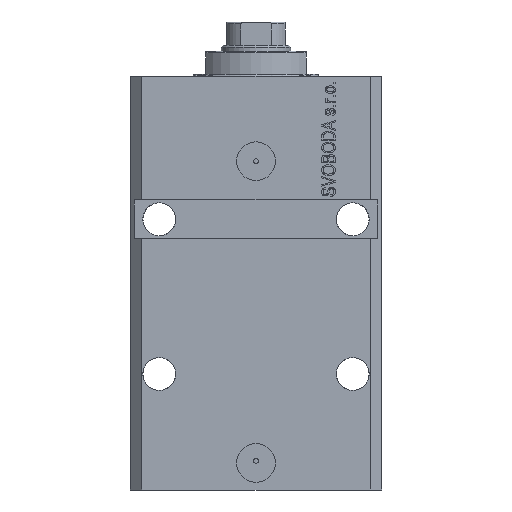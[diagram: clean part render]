
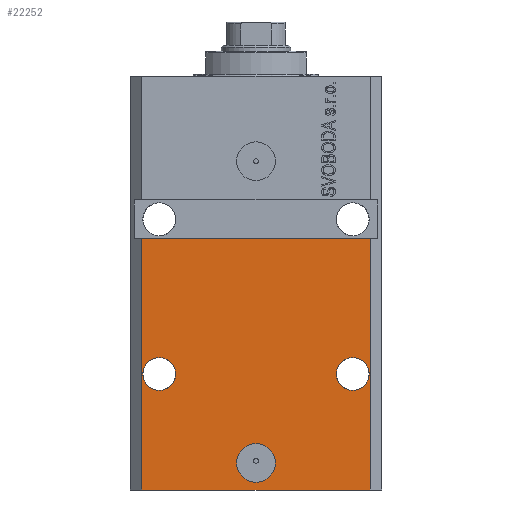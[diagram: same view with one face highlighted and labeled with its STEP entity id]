
A CAD part, front view. The second image highlights one B-rep face of the part: STEP entity #22252.
In plain terms, the highlighted planar face has unit normal (0, -1, 0).
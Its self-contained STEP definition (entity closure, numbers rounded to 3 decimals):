
#469 = AXIS2_PLACEMENT_3D ( 'NONE', #43234, #3431, #10939 ) ;
#1567 = ORIENTED_EDGE ( 'NONE', *, *, #16758, .F. ) ;
#2338 = CARTESIAN_POINT ( 'NONE',  ( 0., -22.5, -100. ) ) ;
#2385 = CARTESIAN_POINT ( 'NONE',  ( -29.5, -22.5, -107. ) ) ;
#2760 = EDGE_CURVE ( 'NONE', #16689, #34827, #42251, .T. ) ;
#2822 = EDGE_CURVE ( 'NONE', #39694, #31487, #21983, .T. ) ;
#2955 = FACE_BOUND ( 'NONE', #31462, .T. ) ;
#3160 = CARTESIAN_POINT ( 'NONE',  ( -32.5, -22.5, -42. ) ) ;
#3431 = DIRECTION ( 'NONE',  ( 0., -1., 0. ) ) ;
#3619 = VECTOR ( 'NONE', #38634, 1000. ) ;
#4930 = CIRCLE ( 'NONE', #17279, 5. ) ;
#5645 = ORIENTED_EDGE ( 'NONE', *, *, #35060, .F. ) ;
#6008 = DIRECTION ( 'NONE',  ( -1., 0., 0. ) ) ;
#6432 = VERTEX_POINT ( 'NONE', #8846 ) ;
#6451 = CARTESIAN_POINT ( 'NONE',  ( 5., -22.5, -100. ) ) ;
#6483 = ORIENTED_EDGE ( 'NONE', *, *, #10278, .F. ) ;
#7294 = FACE_BOUND ( 'NONE', #28929, .T. ) ;
#7447 = CARTESIAN_POINT ( 'NONE',  ( 29.25, -22.5, -77. ) ) ;
#7584 = DIRECTION ( 'NONE',  ( 0., 0., 1. ) ) ;
#7728 = DIRECTION ( 'NONE',  ( 1., 0., 0. ) ) ;
#7959 = CARTESIAN_POINT ( 'NONE',  ( 20.75, -22.5, -77. ) ) ;
#8791 = ORIENTED_EDGE ( 'NONE', *, *, #14960, .F. ) ;
#8846 = CARTESIAN_POINT ( 'NONE',  ( -29.25, -22.5, -77. ) ) ;
#9805 = VECTOR ( 'NONE', #14978, 1000. ) ;
#10069 = DIRECTION ( 'NONE',  ( 1., 0., 0. ) ) ;
#10278 = EDGE_CURVE ( 'NONE', #35543, #20378, #4930, .T. ) ;
#10579 = AXIS2_PLACEMENT_3D ( 'NONE', #36361, #46736, #6008 ) ;
#10939 = DIRECTION ( 'NONE',  ( -1., 0., 0. ) ) ;
#12299 = AXIS2_PLACEMENT_3D ( 'NONE', #25866, #33326, #39601 ) ;
#12751 = AXIS2_PLACEMENT_3D ( 'NONE', #2338, #45975, #10069 ) ;
#13405 = CARTESIAN_POINT ( 'NONE',  ( 29.5, -22.5, -107. ) ) ;
#13423 = ORIENTED_EDGE ( 'NONE', *, *, #37572, .F. ) ;
#13825 = DIRECTION ( 'NONE',  ( 1., 0., 0. ) ) ;
#14288 = FACE_OUTER_BOUND ( 'NONE', #45470, .T. ) ;
#14960 = EDGE_CURVE ( 'NONE', #6432, #16162, #42051, .T. ) ;
#14978 = DIRECTION ( 'NONE',  ( 1., 0., 0. ) ) ;
#15154 = LINE ( 'NONE', #16111, #37371 ) ;
#16019 = CARTESIAN_POINT ( 'NONE',  ( -29.5, -22.5, -107. ) ) ;
#16039 = CARTESIAN_POINT ( 'NONE',  ( -20.75, -22.5, -77. ) ) ;
#16111 = CARTESIAN_POINT ( 'NONE',  ( 29.5, -22.5, -107. ) ) ;
#16162 = VERTEX_POINT ( 'NONE', #16039 ) ;
#16480 = VERTEX_POINT ( 'NONE', #7959 ) ;
#16503 = ORIENTED_EDGE ( 'NONE', *, *, #2760, .T. ) ;
#16689 = VERTEX_POINT ( 'NONE', #2385 ) ;
#16691 = CIRCLE ( 'NONE', #10579, 4.25 ) ;
#16758 = EDGE_CURVE ( 'NONE', #16162, #6432, #16691, .T. ) ;
#17279 = AXIS2_PLACEMENT_3D ( 'NONE', #19061, #29657, #7728 ) ;
#17676 = DIRECTION ( 'NONE',  ( 0., -1., 0. ) ) ;
#18312 = ORIENTED_EDGE ( 'NONE', *, *, #2822, .F. ) ;
#18416 = AXIS2_PLACEMENT_3D ( 'NONE', #32120, #17676, #13825 ) ;
#19061 = CARTESIAN_POINT ( 'NONE',  ( 0., -22.5, -100. ) ) ;
#19664 = VERTEX_POINT ( 'NONE', #7447 ) ;
#19725 = DIRECTION ( 'NONE',  ( 0., 0., 1. ) ) ;
#20378 = VERTEX_POINT ( 'NONE', #42083 ) ;
#20467 = CIRCLE ( 'NONE', #12751, 5. ) ;
#21061 = FACE_BOUND ( 'NONE', #45485, .T. ) ;
#21983 = LINE ( 'NONE', #3160, #9805 ) ;
#22211 = CIRCLE ( 'NONE', #42222, 4.25 ) ;
#22252 = ADVANCED_FACE ( 'NONE', ( #7294, #21061, #2955, #14288 ), #35747, .T. ) ;
#23177 = EDGE_CURVE ( 'NONE', #19664, #16480, #22211, .T. ) ;
#23941 = CARTESIAN_POINT ( 'NONE',  ( -29.5, -22.5, -107. ) ) ;
#25866 = CARTESIAN_POINT ( 'NONE',  ( 25., -22.5, -77. ) ) ;
#27183 = EDGE_CURVE ( 'NONE', #16480, #19664, #35376, .T. ) ;
#28833 = VECTOR ( 'NONE', #7584, 1000. ) ;
#28929 = EDGE_LOOP ( 'NONE', ( #6483, #13423 ) ) ;
#29657 = DIRECTION ( 'NONE',  ( 0., -1., 0. ) ) ;
#31462 = EDGE_LOOP ( 'NONE', ( #1567, #8791 ) ) ;
#31487 = VERTEX_POINT ( 'NONE', #32460 ) ;
#31955 = DIRECTION ( 'NONE',  ( 0., -1., 0. ) ) ;
#32106 = ORIENTED_EDGE ( 'NONE', *, *, #27183, .F. ) ;
#32120 = CARTESIAN_POINT ( 'NONE',  ( -29.5, -22.5, -107. ) ) ;
#32460 = CARTESIAN_POINT ( 'NONE',  ( 29.5, -22.5, -42. ) ) ;
#33326 = DIRECTION ( 'NONE',  ( 0., -1., 0. ) ) ;
#34827 = VERTEX_POINT ( 'NONE', #13405 ) ;
#35060 = EDGE_CURVE ( 'NONE', #16689, #39694, #37713, .T. ) ;
#35376 = CIRCLE ( 'NONE', #12299, 4.25 ) ;
#35543 = VERTEX_POINT ( 'NONE', #6451 ) ;
#35747 = PLANE ( 'NONE',  #18416 ) ;
#36046 = DIRECTION ( 'NONE',  ( 1., 0., 0. ) ) ;
#36361 = CARTESIAN_POINT ( 'NONE',  ( -25., -22.5, -77. ) ) ;
#37188 = ORIENTED_EDGE ( 'NONE', *, *, #37413, .T. ) ;
#37371 = VECTOR ( 'NONE', #19725, 1000. ) ;
#37413 = EDGE_CURVE ( 'NONE', #34827, #31487, #15154, .T. ) ;
#37572 = EDGE_CURVE ( 'NONE', #20378, #35543, #20467, .T. ) ;
#37713 = LINE ( 'NONE', #16019, #28833 ) ;
#38634 = DIRECTION ( 'NONE',  ( 1., 0., 0. ) ) ;
#39601 = DIRECTION ( 'NONE',  ( 1., 0., 0. ) ) ;
#39694 = VERTEX_POINT ( 'NONE', #44764 ) ;
#42051 = CIRCLE ( 'NONE', #469, 4.25 ) ;
#42083 = CARTESIAN_POINT ( 'NONE',  ( -5., -22.5, -100. ) ) ;
#42222 = AXIS2_PLACEMENT_3D ( 'NONE', #46202, #31955, #36046 ) ;
#42251 = LINE ( 'NONE', #23941, #3619 ) ;
#43234 = CARTESIAN_POINT ( 'NONE',  ( -25., -22.5, -77. ) ) ;
#44764 = CARTESIAN_POINT ( 'NONE',  ( -29.5, -22.5, -42. ) ) ;
#45470 = EDGE_LOOP ( 'NONE', ( #18312, #5645, #16503, #37188 ) ) ;
#45485 = EDGE_LOOP ( 'NONE', ( #47050, #32106 ) ) ;
#45975 = DIRECTION ( 'NONE',  ( 0., -1., 0. ) ) ;
#46202 = CARTESIAN_POINT ( 'NONE',  ( 25., -22.5, -77. ) ) ;
#46736 = DIRECTION ( 'NONE',  ( 0., -1., 0. ) ) ;
#47050 = ORIENTED_EDGE ( 'NONE', *, *, #23177, .F. ) ;
